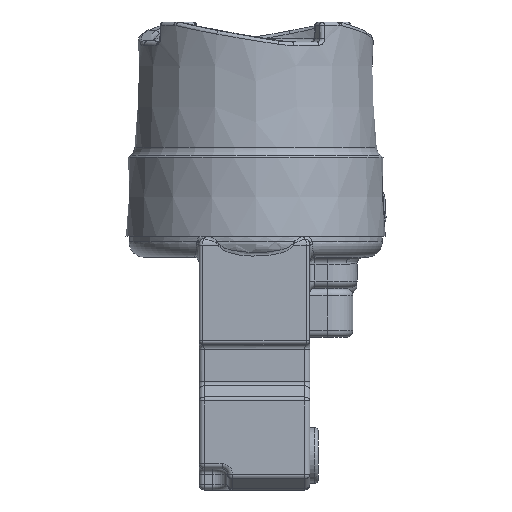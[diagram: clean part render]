
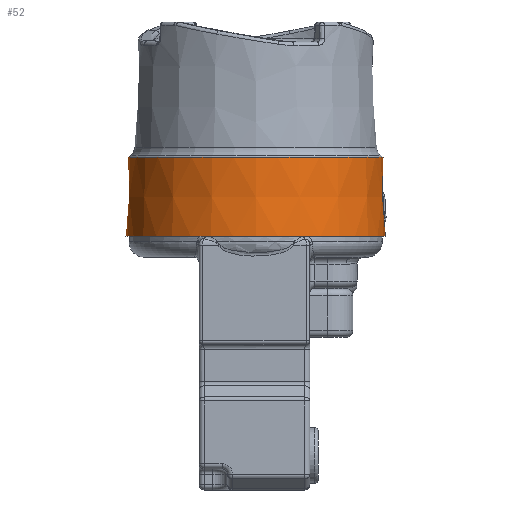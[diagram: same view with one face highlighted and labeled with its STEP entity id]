
A CAD part, left-side view. The second image highlights one B-rep face of the part: STEP entity #52.
In plain terms, the highlighted conical face has half-angle 1.7 degrees and reference radius 36.909 mm.
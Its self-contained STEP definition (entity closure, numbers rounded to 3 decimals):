
#52=ADVANCED_FACE('',(#444,#445,#446),#447,.T.);
#444=FACE_BOUND('',#1239,.T.);
#445=FACE_OUTER_BOUND('',#1240,.T.);
#446=FACE_BOUND('',#1241,.T.);
#447=CONICAL_SURFACE('',#1242,36.909,0.03);
#1239=EDGE_LOOP('',(#9846,#9847,#9848,#9849,#9850,#9851,#9852,#9853,#9854));
#1240=EDGE_LOOP('',(#9855));
#1241=EDGE_LOOP('',(#9856));
#1242=AXIS2_PLACEMENT_3D('',#9857,#9858,#9859);
#9846=ORIENTED_EDGE('',*,*,#12362,.F.);
#9847=ORIENTED_EDGE('',*,*,#12363,.F.);
#9848=ORIENTED_EDGE('',*,*,#12364,.F.);
#9849=ORIENTED_EDGE('',*,*,#12365,.F.);
#9850=ORIENTED_EDGE('',*,*,#12366,.F.);
#9851=ORIENTED_EDGE('',*,*,#12367,.F.);
#9852=ORIENTED_EDGE('',*,*,#12368,.T.);
#9853=ORIENTED_EDGE('',*,*,#12360,.F.);
#9854=ORIENTED_EDGE('',*,*,#12369,.F.);
#9855=ORIENTED_EDGE('',*,*,#12370,.F.);
#9856=ORIENTED_EDGE('',*,*,#12371,.T.);
#9857=CARTESIAN_POINT('',(0.0,0.0,-33.45));
#9858=DIRECTION('',(-0.0,-0.0,-1.0));
#9859=DIRECTION('',(-1.0,0.0,0.0));
#12360=EDGE_CURVE('',#13233,#13235,#13236,.T.);
#12362=EDGE_CURVE('',#13238,#13239,#13240,.T.);
#12363=EDGE_CURVE('',#13241,#13238,#13242,.F.);
#12364=EDGE_CURVE('',#13243,#13241,#13244,.T.);
#12365=EDGE_CURVE('',#13245,#13243,#13246,.F.);
#12366=EDGE_CURVE('',#13247,#13245,#13248,.T.);
#12367=EDGE_CURVE('',#13249,#13247,#13250,.T.);
#12368=EDGE_CURVE('',#13249,#13235,#13251,.F.);
#12369=EDGE_CURVE('',#13239,#13233,#13252,.F.);
#12370=EDGE_CURVE('',#13253,#13253,#13254,.T.);
#12371=EDGE_CURVE('',#13255,#13255,#13256,.T.);
#13233=VERTEX_POINT('',#14607);
#13235=VERTEX_POINT('',#14610);
#13236=B_SPLINE_CURVE_WITH_KNOTS('',3,(#14611,#14612,#14613,#14614,#14615,#14616,#14617,#14618,#14619,#14620,#14621,#14622),.UNSPECIFIED.,.F.,.F.,(4,2,2,2,2,4),(0.004,0.005,0.005,0.006,0.006,0.007),.UNSPECIFIED.);
#13238=VERTEX_POINT('',#14625);
#13239=VERTEX_POINT('',#14626);
#13240=B_SPLINE_CURVE_WITH_KNOTS('',3,(#14627,#14628,#14629,#14630,#14631,#14632,#14633,#14634,#14635,#14636),.UNSPECIFIED.,.F.,.F.,(4,2,2,2,4),(0.001,0.002,0.002,0.002,0.003),.UNSPECIFIED.);
#13241=VERTEX_POINT('',#14637);
#13242=CIRCLE('',#14638,37.471);
#13243=VERTEX_POINT('',#14639);
#13244=B_SPLINE_CURVE_WITH_KNOTS('',3,(#14640,#14641,#14642,#14643,#14644,#14645,#14646,#14647,#14648,#14649),.UNSPECIFIED.,.F.,.F.,(4,2,2,2,4),(0.,0.,0.001,0.001,0.002),.UNSPECIFIED.);
#13245=VERTEX_POINT('',#14650);
#13246=ELLIPSE('',#14651,1129.465,43.048);
#13247=VERTEX_POINT('',#14652);
#13248=B_SPLINE_CURVE_WITH_KNOTS('',3,(#14653,#14654,#14655,#14656),.UNSPECIFIED.,.F.,.F.,(4,4),(0.003,0.008),.UNSPECIFIED.);
#13249=VERTEX_POINT('',#14657);
#13250=B_SPLINE_CURVE_WITH_KNOTS('',3,(#14658,#14659,#14660,#14661,#14662,#14663,#14664,#14665,#14666,#14667,#14668,#14669),.UNSPECIFIED.,.F.,.F.,(4,2,2,2,2,4),(0.005,0.005,0.006,0.006,0.007,0.007),.UNSPECIFIED.);
#13251=ELLIPSE('',#14670,69.91,35.226);
#13252=ELLIPSE('',#14671,2310.444,58.12);
#13253=VERTEX_POINT('',#14672);
#13254=CIRCLE('',#14673,37.588);
#13255=VERTEX_POINT('',#14674);
#13256=CIRCLE('',#14675,36.909);
#14607=CARTESIAN_POINT('',(18.072,-32.427,-40.692));
#14610=CARTESIAN_POINT('',(17.104,-32.878,-38.585));
#14611=CARTESIAN_POINT('',(18.072,-32.427,-40.692));
#14612=CARTESIAN_POINT('',(18.062,-32.426,-40.484));
#14613=CARTESIAN_POINT('',(18.039,-32.432,-40.276));
#14614=CARTESIAN_POINT('',(17.965,-32.459,-39.862));
#14615=CARTESIAN_POINT('',(17.914,-32.48,-39.66));
#14616=CARTESIAN_POINT('',(17.776,-32.543,-39.268));
#14617=CARTESIAN_POINT('',(17.689,-32.584,-39.078));
#14618=CARTESIAN_POINT('',(17.51,-32.672,-38.831));
#14619=CARTESIAN_POINT('',(17.443,-32.705,-38.756));
#14620=CARTESIAN_POINT('',(17.286,-32.784,-38.636));
#14621=CARTESIAN_POINT('',(17.197,-32.83,-38.594));
#14622=CARTESIAN_POINT('',(17.104,-32.878,-38.585));
#14625=CARTESIAN_POINT('',(17.734,-33.009,-52.4));
#14626=CARTESIAN_POINT('',(18.593,-32.497,-51.361));
#14627=CARTESIAN_POINT('',(17.734,-33.009,-52.4));
#14628=CARTESIAN_POINT('',(17.852,-32.945,-52.4));
#14629=CARTESIAN_POINT('',(17.97,-32.88,-52.372));
#14630=CARTESIAN_POINT('',(18.184,-32.759,-52.268));
#14631=CARTESIAN_POINT('',(18.282,-32.702,-52.19));
#14632=CARTESIAN_POINT('',(18.441,-32.605,-51.997));
#14633=CARTESIAN_POINT('',(18.503,-32.566,-51.881));
#14634=CARTESIAN_POINT('',(18.582,-32.512,-51.629));
#14635=CARTESIAN_POINT('',(18.599,-32.498,-51.496));
#14636=CARTESIAN_POINT('',(18.593,-32.497,-51.361));
#14637=CARTESIAN_POINT('',(14.511,-34.547,-52.4));
#14638=AXIS2_PLACEMENT_3D('',#17634,#17635,#17636);
#14639=CARTESIAN_POINT('',(13.561,-34.898,-51.352));
#14640=CARTESIAN_POINT('',(13.561,-34.898,-51.352));
#14641=CARTESIAN_POINT('',(13.557,-34.904,-51.489));
#14642=CARTESIAN_POINT('',(13.579,-34.899,-51.624));
#14643=CARTESIAN_POINT('',(13.672,-34.871,-51.878));
#14644=CARTESIAN_POINT('',(13.743,-34.847,-51.995));
#14645=CARTESIAN_POINT('',(13.921,-34.783,-52.189));
#14646=CARTESIAN_POINT('',(14.028,-34.742,-52.267));
#14647=CARTESIAN_POINT('',(14.26,-34.651,-52.372));
#14648=CARTESIAN_POINT('',(14.386,-34.6,-52.4));
#14649=CARTESIAN_POINT('',(14.511,-34.547,-52.4));
#14650=CARTESIAN_POINT('',(13.783,-34.579,-44.087));
#14651=AXIS2_PLACEMENT_3D('',#17637,#17638,#17639);
#14652=CARTESIAN_POINT('',(13.916,-34.389,-39.842));
#14653=CARTESIAN_POINT('',(13.916,-34.389,-39.842));
#14654=CARTESIAN_POINT('',(13.87,-34.453,-41.257));
#14655=CARTESIAN_POINT('',(13.826,-34.516,-42.672));
#14656=CARTESIAN_POINT('',(13.783,-34.579,-44.087));
#14657=CARTESIAN_POINT('',(14.868,-33.937,-38.241));
#14658=CARTESIAN_POINT('',(14.868,-33.937,-38.241));
#14659=CARTESIAN_POINT('',(14.788,-33.971,-38.224));
#14660=CARTESIAN_POINT('',(14.704,-34.008,-38.23));
#14661=CARTESIAN_POINT('',(14.549,-34.076,-38.289));
#14662=CARTESIAN_POINT('',(14.48,-34.107,-38.338));
#14663=CARTESIAN_POINT('',(14.299,-34.19,-38.514));
#14664=CARTESIAN_POINT('',(14.211,-34.231,-38.667));
#14665=CARTESIAN_POINT('',(14.075,-34.297,-38.984));
#14666=CARTESIAN_POINT('',(14.025,-34.323,-39.154));
#14667=CARTESIAN_POINT('',(13.952,-34.364,-39.495));
#14668=CARTESIAN_POINT('',(13.929,-34.379,-39.668));
#14669=CARTESIAN_POINT('',(13.916,-34.389,-39.842));
#14670=AXIS2_PLACEMENT_3D('',#17640,#17641,#17642);
#14671=AXIS2_PLACEMENT_3D('',#17643,#17644,#17645);
#14672=CARTESIAN_POINT('',(-37.588,0.0,-56.35));
#14673=AXIS2_PLACEMENT_3D('',#17646,#17647,#17648);
#14674=CARTESIAN_POINT('',(-36.909,0.0,-33.45));
#14675=AXIS2_PLACEMENT_3D('',#17649,#17650,#17651);
#17634=CARTESIAN_POINT('',(0.0,0.0,-52.4));
#17635=DIRECTION('',(0.0,0.0,-1.0));
#17636=DIRECTION('',(-1.0,0.0,0.0));
#17637=CARTESIAN_POINT('',(-29.028,-16.687,-627.39));
#17638=DIRECTION('',(-0.866,-0.498,0.048));
#17639=DIRECTION('',(-0.042,-0.024,-0.999));
#17640=CARTESIAN_POINT('',(0.896,-1.551,21.71));
#17641=DIRECTION('',(-0.432,0.748,-0.505));
#17642=DIRECTION('',(0.252,-0.437,-0.863));
#17643=CARTESIAN_POINT('',(59.289,34.349,-1817.216));
#17644=DIRECTION('',(0.865,0.501,0.039));
#17645=DIRECTION('',(0.034,0.019,-0.999));
#17646=CARTESIAN_POINT('',(0.0,0.0,-56.35));
#17647=DIRECTION('',(-0.0,0.0,-1.0));
#17648=DIRECTION('',(-1.0,0.0,0.0));
#17649=CARTESIAN_POINT('',(0.0,0.0,-33.45));
#17650=DIRECTION('',(-0.0,0.0,-1.0));
#17651=DIRECTION('',(-1.0,0.0,0.0));
